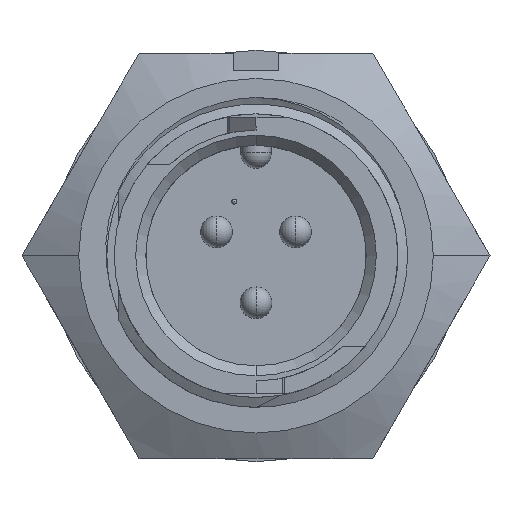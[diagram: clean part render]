
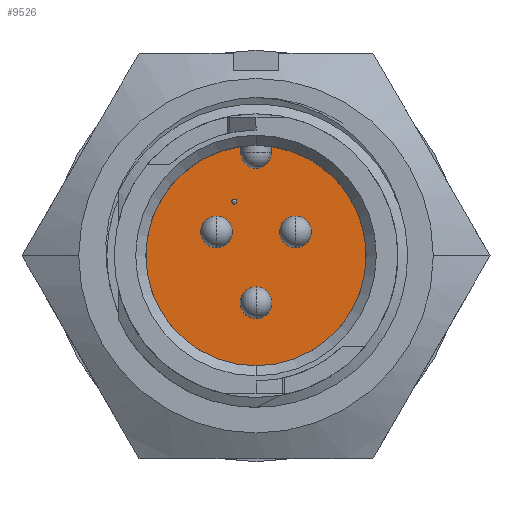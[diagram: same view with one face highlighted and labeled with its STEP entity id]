
A CAD part, top view. The second image highlights one B-rep face of the part: STEP entity #9526.
In plain terms, the highlighted planar face has unit normal (0, 0, 1).
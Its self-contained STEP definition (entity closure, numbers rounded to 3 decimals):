
#114 = CARTESIAN_POINT ( 'NONE',  ( 0., 0., -8.382 ) ) ;
#221 = DIRECTION ( 'NONE',  ( 0., 0., 1. ) ) ;
#313 = ORIENTED_EDGE ( 'NONE', *, *, #5028, .F. ) ;
#319 = EDGE_CURVE ( 'NONE', #1929, #890, #1606, .T. ) ;
#394 = ORIENTED_EDGE ( 'NONE', *, *, #8201, .F. ) ;
#631 = EDGE_LOOP ( 'NONE', ( #6841, #313 ) ) ;
#736 = VERTEX_POINT ( 'NONE', #6168 ) ;
#849 = EDGE_LOOP ( 'NONE', ( #8670, #394 ) ) ;
#884 = AXIS2_PLACEMENT_3D ( 'NONE', #8277, #7202, #3979 ) ;
#890 = VERTEX_POINT ( 'NONE', #5647 ) ;
#1075 = AXIS2_PLACEMENT_3D ( 'NONE', #114, #7822, #11110 ) ;
#1493 = AXIS2_PLACEMENT_3D ( 'NONE', #7123, #2820, #9723 ) ;
#1550 = CARTESIAN_POINT ( 'NONE',  ( -0.762, 5.472, -8.382 ) ) ;
#1606 = CIRCLE ( 'NONE', #7936, 0.762 ) ;
#1878 = ORIENTED_EDGE ( 'NONE', *, *, #319, .F. ) ;
#1929 = VERTEX_POINT ( 'NONE', #10904 ) ;
#1946 = DIRECTION ( 'NONE',  ( 0., 0., 1. ) ) ;
#1957 = VERTEX_POINT ( 'NONE', #8234 ) ;
#2272 = DIRECTION ( 'NONE',  ( 0., 1., 0. ) ) ;
#2285 = DIRECTION ( 'NONE',  ( 0., 0., 1. ) ) ;
#2291 = EDGE_LOOP ( 'NONE', ( #2765, #2639 ) ) ;
#2375 = VERTEX_POINT ( 'NONE', #4385 ) ;
#2531 = EDGE_CURVE ( 'NONE', #1957, #736, #2862, .T. ) ;
#2585 = DIRECTION ( 'NONE',  ( 0., -1., 0. ) ) ;
#2639 = ORIENTED_EDGE ( 'NONE', *, *, #9860, .F. ) ;
#2662 = VERTEX_POINT ( 'NONE', #3870 ) ;
#2696 = DIRECTION ( 'NONE',  ( 0., 1., 0. ) ) ;
#2742 = CARTESIAN_POINT ( 'NONE',  ( 0., 5.143, -8.382 ) ) ;
#2765 = ORIENTED_EDGE ( 'NONE', *, *, #7324, .F. ) ;
#2799 = DIRECTION ( 'NONE',  ( 1., 0., 0. ) ) ;
#2820 = DIRECTION ( 'NONE',  ( 0., 0., 1. ) ) ;
#2862 = CIRCLE ( 'NONE', #884, 0.794 ) ;
#2986 = CIRCLE ( 'NONE', #5894, 0.794 ) ;
#3066 = CIRCLE ( 'NONE', #7776, 0.127 ) ;
#3083 = EDGE_CURVE ( 'NONE', #8158, #4571, #10536, .T. ) ;
#3127 = CARTESIAN_POINT ( 'NONE',  ( -1.092, 2.718, -8.382 ) ) ;
#3237 = CARTESIAN_POINT ( 'NONE',  ( 0., 0., -8.382 ) ) ;
#3352 = ORIENTED_EDGE ( 'NONE', *, *, #7080, .F. ) ;
#3361 = AXIS2_PLACEMENT_3D ( 'NONE', #4393, #7156, #6100 ) ;
#3571 = VERTEX_POINT ( 'NONE', #7152 ) ;
#3657 = FACE_OUTER_BOUND ( 'NONE', #9331, .T. ) ;
#3688 = CARTESIAN_POINT ( 'NONE',  ( -1.981, 1.194, -8.382 ) ) ;
#3818 = DIRECTION ( 'NONE',  ( 0., 0., 1. ) ) ;
#3870 = CARTESIAN_POINT ( 'NONE',  ( 0.762, 5.472, -8.382 ) ) ;
#3979 = DIRECTION ( 'NONE',  ( 1., 0., 0. ) ) ;
#4283 = CARTESIAN_POINT ( 'NONE',  ( 2.775, 1.194, -8.382 ) ) ;
#4332 = VECTOR ( 'NONE', #2585, 1000. ) ;
#4357 = CARTESIAN_POINT ( 'NONE',  ( 1.981, 1.194, -8.382 ) ) ;
#4367 = ORIENTED_EDGE ( 'NONE', *, *, #6073, .F. ) ;
#4385 = CARTESIAN_POINT ( 'NONE',  ( -0.794, -2.362, -8.382 ) ) ;
#4393 = CARTESIAN_POINT ( 'NONE',  ( 0., 0., -8.382 ) ) ;
#4571 = VERTEX_POINT ( 'NONE', #9140 ) ;
#4818 = VERTEX_POINT ( 'NONE', #4283 ) ;
#4988 = DIRECTION ( 'NONE',  ( 0., 0., 1. ) ) ;
#5028 = EDGE_CURVE ( 'NONE', #736, #1957, #5109, .T. ) ;
#5109 = CIRCLE ( 'NONE', #9616, 0.794 ) ;
#5139 = CARTESIAN_POINT ( 'NONE',  ( -0.762, 5.472, -8.382 ) ) ;
#5171 = AXIS2_PLACEMENT_3D ( 'NONE', #4357, #221, #10414 ) ;
#5198 = CARTESIAN_POINT ( 'NONE',  ( 0.762, 5.143, -8.382 ) ) ;
#5359 = FACE_BOUND ( 'NONE', #5841, .T. ) ;
#5647 = CARTESIAN_POINT ( 'NONE',  ( 0.762, 5.143, -8.382 ) ) ;
#5690 = CARTESIAN_POINT ( 'NONE',  ( 0., -2.362, -8.382 ) ) ;
#5783 = CIRCLE ( 'NONE', #5963, 0.794 ) ;
#5841 = EDGE_LOOP ( 'NONE', ( #5935, #7689 ) ) ;
#5894 = AXIS2_PLACEMENT_3D ( 'NONE', #6748, #4988, #11109 ) ;
#5935 = ORIENTED_EDGE ( 'NONE', *, *, #7289, .F. ) ;
#5963 = AXIS2_PLACEMENT_3D ( 'NONE', #9016, #3818, #2799 ) ;
#6073 = EDGE_CURVE ( 'NONE', #890, #2662, #10344, .T. ) ;
#6100 = DIRECTION ( 'NONE',  ( 0., 1., 0. ) ) ;
#6117 = CARTESIAN_POINT ( 'NONE',  ( 1.187, 1.194, -8.382 ) ) ;
#6168 = CARTESIAN_POINT ( 'NONE',  ( -2.775, 1.194, -8.382 ) ) ;
#6205 = DIRECTION ( 'NONE',  ( 1., 0., 0. ) ) ;
#6318 = FACE_BOUND ( 'NONE', #849, .T. ) ;
#6500 = CIRCLE ( 'NONE', #1075, 5.524 ) ;
#6519 = DIRECTION ( 'NONE',  ( 0., 0., 1. ) ) ;
#6580 = CARTESIAN_POINT ( 'NONE',  ( 0., -5.524, -8.382 ) ) ;
#6748 = CARTESIAN_POINT ( 'NONE',  ( 0., -2.362, -8.382 ) ) ;
#6815 = VERTEX_POINT ( 'NONE', #1550 ) ;
#6841 = ORIENTED_EDGE ( 'NONE', *, *, #2531, .F. ) ;
#7080 = EDGE_CURVE ( 'NONE', #6815, #1929, #9427, .T. ) ;
#7103 = PLANE ( 'NONE',  #3361 ) ;
#7123 = CARTESIAN_POINT ( 'NONE',  ( -1.092, 2.718, -8.382 ) ) ;
#7131 = DIRECTION ( 'NONE',  ( 0., 0., 1. ) ) ;
#7152 = CARTESIAN_POINT ( 'NONE',  ( 0.794, -2.362, -8.382 ) ) ;
#7156 = DIRECTION ( 'NONE',  ( 0., 0., -1. ) ) ;
#7202 = DIRECTION ( 'NONE',  ( 0., 0., 1. ) ) ;
#7289 = EDGE_CURVE ( 'NONE', #4818, #10845, #5783, .T. ) ;
#7324 = EDGE_CURVE ( 'NONE', #3571, #2375, #8664, .T. ) ;
#7597 = DIRECTION ( 'NONE',  ( 0., 0., 1. ) ) ;
#7689 = ORIENTED_EDGE ( 'NONE', *, *, #10848, .F. ) ;
#7776 = AXIS2_PLACEMENT_3D ( 'NONE', #3127, #7597, #2272 ) ;
#7822 = DIRECTION ( 'NONE',  ( 0., 0., 1. ) ) ;
#7848 = FACE_BOUND ( 'NONE', #631, .T. ) ;
#7936 = AXIS2_PLACEMENT_3D ( 'NONE', #2742, #1946, #6205 ) ;
#8158 = VERTEX_POINT ( 'NONE', #8271 ) ;
#8201 = EDGE_CURVE ( 'NONE', #4571, #8158, #3066, .T. ) ;
#8203 = VERTEX_POINT ( 'NONE', #6580 ) ;
#8205 = EDGE_CURVE ( 'NONE', #8203, #2662, #10480, .T. ) ;
#8234 = CARTESIAN_POINT ( 'NONE',  ( -1.187, 1.194, -8.382 ) ) ;
#8271 = CARTESIAN_POINT ( 'NONE',  ( -1.092, 2.845, -8.382 ) ) ;
#8277 = CARTESIAN_POINT ( 'NONE',  ( -1.981, 1.194, -8.382 ) ) ;
#8350 = EDGE_CURVE ( 'NONE', #6815, #8203, #6500, .T. ) ;
#8664 = CIRCLE ( 'NONE', #9917, 0.794 ) ;
#8670 = ORIENTED_EDGE ( 'NONE', *, *, #3083, .F. ) ;
#8693 = ORIENTED_EDGE ( 'NONE', *, *, #8350, .T. ) ;
#9016 = CARTESIAN_POINT ( 'NONE',  ( 1.981, 1.194, -8.382 ) ) ;
#9140 = CARTESIAN_POINT ( 'NONE',  ( -1.092, 2.591, -8.382 ) ) ;
#9224 = DIRECTION ( 'NONE',  ( 0., -1., 0. ) ) ;
#9331 = EDGE_LOOP ( 'NONE', ( #3352, #8693, #9624, #4367, #1878 ) ) ;
#9390 = AXIS2_PLACEMENT_3D ( 'NONE', #3237, #6519, #9224 ) ;
#9427 = LINE ( 'NONE', #5139, #4332 ) ;
#9526 = ADVANCED_FACE ( 'NONE', ( #3657, #6318, #7848, #5359, #10620 ), #7103, .F. ) ;
#9616 = AXIS2_PLACEMENT_3D ( 'NONE', #3688, #7131, #10596 ) ;
#9624 = ORIENTED_EDGE ( 'NONE', *, *, #8205, .T. ) ;
#9723 = DIRECTION ( 'NONE',  ( 0., 1., 0. ) ) ;
#9860 = EDGE_CURVE ( 'NONE', #2375, #3571, #2986, .T. ) ;
#9917 = AXIS2_PLACEMENT_3D ( 'NONE', #5690, #2285, #10149 ) ;
#10149 = DIRECTION ( 'NONE',  ( 1., 0., 0. ) ) ;
#10344 = LINE ( 'NONE', #5198, #10511 ) ;
#10414 = DIRECTION ( 'NONE',  ( 1., 0., 0. ) ) ;
#10480 = CIRCLE ( 'NONE', #9390, 5.524 ) ;
#10511 = VECTOR ( 'NONE', #2696, 1000. ) ;
#10536 = CIRCLE ( 'NONE', #1493, 0.127 ) ;
#10589 = CIRCLE ( 'NONE', #5171, 0.794 ) ;
#10596 = DIRECTION ( 'NONE',  ( 1., 0., 0. ) ) ;
#10620 = FACE_BOUND ( 'NONE', #2291, .T. ) ;
#10845 = VERTEX_POINT ( 'NONE', #6117 ) ;
#10848 = EDGE_CURVE ( 'NONE', #10845, #4818, #10589, .T. ) ;
#10904 = CARTESIAN_POINT ( 'NONE',  ( -0.762, 5.143, -8.382 ) ) ;
#11109 = DIRECTION ( 'NONE',  ( 1., 0., 0. ) ) ;
#11110 = DIRECTION ( 'NONE',  ( 0., -1., 0. ) ) ;
